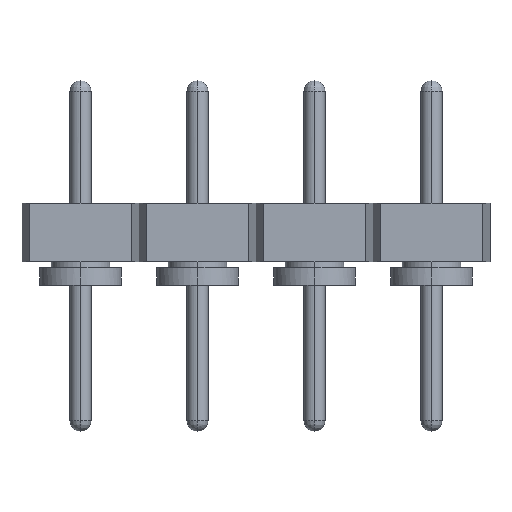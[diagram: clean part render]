
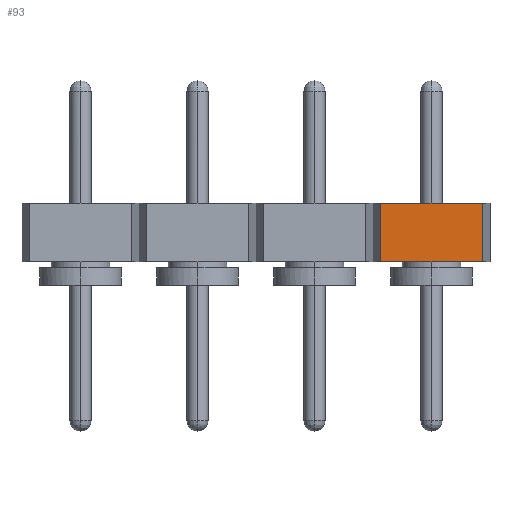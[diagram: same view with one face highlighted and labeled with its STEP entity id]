
A CAD part, left-side view. The second image highlights one B-rep face of the part: STEP entity #93.
In plain terms, the highlighted planar face has unit normal (-1, 0, 0).
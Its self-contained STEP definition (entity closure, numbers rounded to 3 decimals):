
#93=ADVANCED_FACE('',(#189),#1533,.T.);
#189=FACE_OUTER_BOUND('',#285,.T.);
#285=EDGE_LOOP('',(#416,#417,#418,#419));
#416=ORIENTED_EDGE('',*,*,#874,.F.);
#417=ORIENTED_EDGE('',*,*,#875,.F.);
#418=ORIENTED_EDGE('',*,*,#870,.T.);
#419=ORIENTED_EDGE('',*,*,#873,.F.);
#870=EDGE_CURVE('',#1328,#1326,#1212,.T.);
#873=EDGE_CURVE('',#1330,#1326,#1215,.T.);
#874=EDGE_CURVE('',#1331,#1330,#1216,.T.);
#875=EDGE_CURVE('',#1328,#1331,#1217,.T.);
#1212=B_SPLINE_CURVE_WITH_KNOTS('',1,(#1894,#1895),.UNSPECIFIED.,.F.,.F.,
(2,2),(0.,0.05),.UNSPECIFIED.);
#1215=B_SPLINE_CURVE_WITH_KNOTS('',1,(#1900,#1901),.UNSPECIFIED.,.F.,.F.,
(2,2),(-0.087,0.),.UNSPECIFIED.);
#1216=B_SPLINE_CURVE_WITH_KNOTS('',1,(#1902,#1903),.UNSPECIFIED.,.F.,.F.,
(2,2),(0.,0.05),.UNSPECIFIED.);
#1217=B_SPLINE_CURVE_WITH_KNOTS('',1,(#1904,#1905),.UNSPECIFIED.,.F.,.F.,
(2,2),(0.,0.087),.UNSPECIFIED.);
#1326=VERTEX_POINT('',#1792);
#1328=VERTEX_POINT('',#1794);
#1330=VERTEX_POINT('',#1796);
#1331=VERTEX_POINT('',#1797);
#1533=PLANE('',#1593);
#1593=AXIS2_PLACEMENT_3D('',#1679,#1636,$);
#1636=DIRECTION('',(-1.,0.,0.));
#1679=CARTESIAN_POINT('',(-1.219,-24.21,-14.897));
#1792=CARTESIAN_POINT('',(-1.219,-6.52,0.5));
#1794=CARTESIAN_POINT('',(-1.219,-6.52,1.77));
#1796=CARTESIAN_POINT('',(-1.219,-8.72,0.5));
#1797=CARTESIAN_POINT('',(-1.219,-8.72,1.77));
#1894=CARTESIAN_POINT('',(-1.219,-6.52,1.77));
#1895=CARTESIAN_POINT('',(-1.219,-6.52,0.5));
#1900=CARTESIAN_POINT('',(-1.219,-8.72,0.5));
#1901=CARTESIAN_POINT('',(-1.219,-6.52,0.5));
#1902=CARTESIAN_POINT('',(-1.219,-8.72,1.77));
#1903=CARTESIAN_POINT('',(-1.219,-8.72,0.5));
#1904=CARTESIAN_POINT('',(-1.219,-6.52,1.77));
#1905=CARTESIAN_POINT('',(-1.219,-8.72,1.77));
